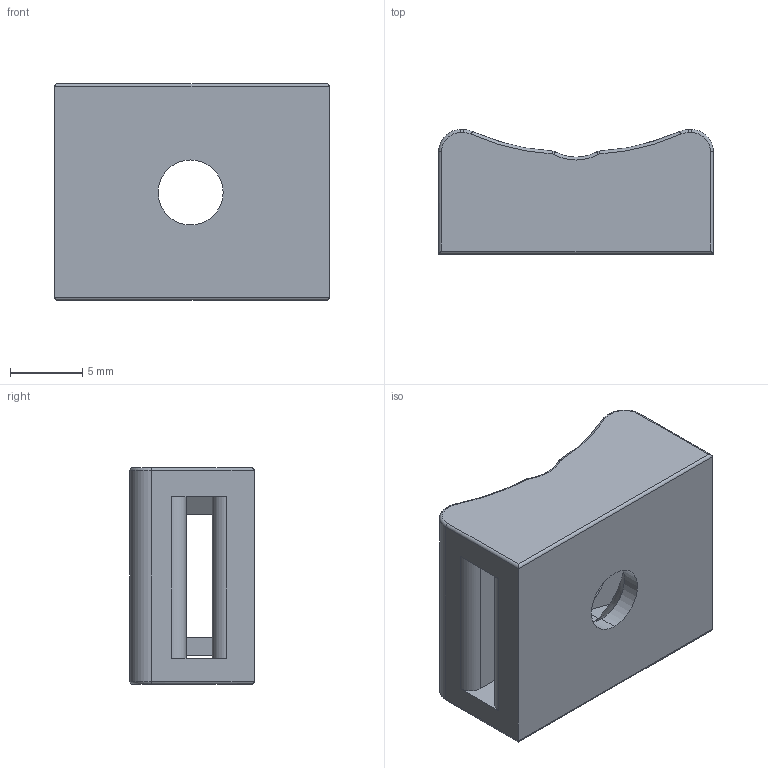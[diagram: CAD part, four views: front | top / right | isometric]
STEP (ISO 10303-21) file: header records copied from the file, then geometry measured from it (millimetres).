
FILE_DESCRIPTION (( 'STEP AP214' ), '1' );
FILE_NAME ('3011-001 .STEP', '2017-03-09T09:02:16', ( 'Windows-Benutzer' ), ( '' ), 'SwSTEP 2.0', 'SolidWorks 2015', '' );
FILE_SCHEMA (( 'AUTOMOTIVE_DESIGN' ));
Length unit declared in the file: millimetre
Products named in the file (1): 3011-001 
Bounding box: 19 x 8.6 x 15 mm (x, y, z)
Volume: 1602.9 mm3; surface area: 1484.1 mm2
Topology: 1 solids, 1 shells, 71 faces, 181 edges, 109 vertices
Faces by surface type: cylinder 30, plane 21, torus 18, cone 2
Entity records: 2260 total; most frequent: CARTESIAN_POINT 469, DIRECTION 391, ORIENTED_EDGE 362, EDGE_CURVE 181, AXIS2_PLACEMENT_3D 152, VERTEX_POINT 109, VECTOR 87, LINE 87
